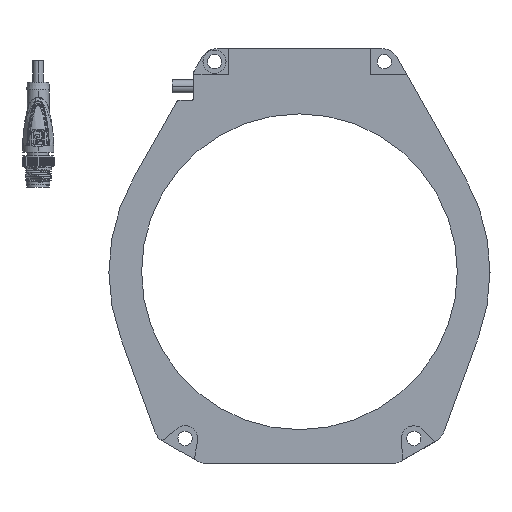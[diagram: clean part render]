
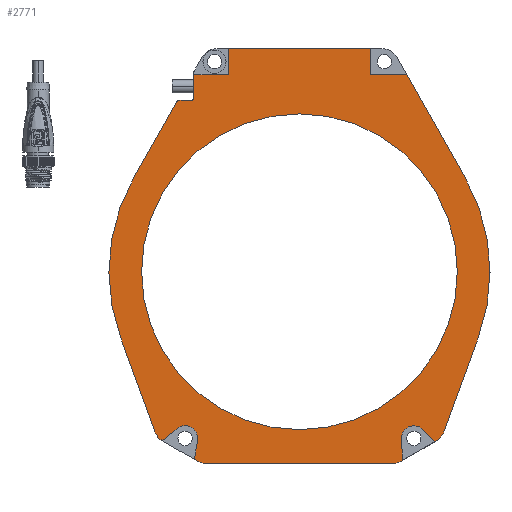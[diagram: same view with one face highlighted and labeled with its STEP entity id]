
A CAD part, front view. The second image highlights one B-rep face of the part: STEP entity #2771.
In plain terms, the highlighted planar face has unit normal (0, -1, 0).
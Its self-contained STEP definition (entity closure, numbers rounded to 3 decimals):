
#60=CARTESIAN_POINT('',(0.,-9.,0.));
#61=DIRECTION('',(0.,-1.,0.));
#62=DIRECTION('',(-0.87,0.,0.493));
#63=AXIS2_PLACEMENT_3D('',#60,#61,#62);
#759=CARTESIAN_POINT('',(0.,-9.,0.));
#760=DIRECTION('',(0.,1.,0.));
#761=DIRECTION('',(1.,0.,0.));
#762=AXIS2_PLACEMENT_3D('',#759,#760,#761);
#767=CARTESIAN_POINT('',(0.,-9.,0.));
#768=DIRECTION('',(0.,1.,0.));
#769=DIRECTION('',(-1.,0.,0.));
#770=AXIS2_PLACEMENT_3D('',#767,#768,#769);
#775=DIRECTION('',(0.165,0.,0.986));
#776=VECTOR('',#775,8.791);
#777=CARTESIAN_POINT('',(-48.243,-9.,-86.127));
#778=LINE('',#777,#776);
#782=CARTESIAN_POINT('',(-52.5,-9.,-76.5));
#783=DIRECTION('',(0.,-1.,0.));
#784=DIRECTION('',(0.986,0.,-0.165));
#785=AXIS2_PLACEMENT_3D('',#782,#783,#784);
#790=DIRECTION('',(-0.771,0.,-0.636));
#791=VECTOR('',#790,8.789);
#792=CARTESIAN_POINT('',(-56.185,-9.,-72.033));
#793=LINE('',#792,#791);
#797=CARTESIAN_POINT('',(-58.844,-9.,-70.769));
#798=DIRECTION('',(0.,-1.,0.));
#799=DIRECTION('',(-0.94,0.,-0.342));
#800=AXIS2_PLACEMENT_3D('',#797,#798,#799);
#805=DIRECTION('',(0.342,0.,-0.94));
#806=VECTOR('',#805,46.376);
#807=CARTESIAN_POINT('',(-82.223,-9.,-29.927));
#808=LINE('',#807,#806);
#812=DIRECTION('',(-0.493,0.,-0.87));
#813=VECTOR('',#812,40.367);
#814=CARTESIAN_POINT('',(-56.236,-9.,78.251));
#815=LINE('',#814,#813);
#819=CARTESIAN_POINT('',(-55.366,-9.,77.758));
#820=DIRECTION('',(0.,-1.,0.));
#821=DIRECTION('',(0.,0.,1.));
#822=AXIS2_PLACEMENT_3D('',#819,#820,#821);
#827=DIRECTION('',(-1.,0.,0.));
#828=VECTOR('',#827,5.866);
#829=CARTESIAN_POINT('',(-49.5,-9.,78.758));
#830=LINE('',#829,#828);
#834=CARTESIAN_POINT('',(-49.5,-9.,79.758));
#835=DIRECTION('',(0.,1.,0.));
#836=DIRECTION('',(1.,0.,0.));
#837=AXIS2_PLACEMENT_3D('',#834,#835,#836);
#842=DIRECTION('',(0.,0.,-1.));
#843=VECTOR('',#842,10.742);
#844=CARTESIAN_POINT('',(-48.5,-9.,90.5));
#845=LINE('',#844,#843);
#849=DIRECTION('',(1.,0.,0.));
#850=VECTOR('',#849,16.);
#851=CARTESIAN_POINT('',(-48.5,-9.,90.5));
#852=LINE('',#851,#850);
#856=DIRECTION('',(0.,0.,-1.));
#857=VECTOR('',#856,12.);
#858=CARTESIAN_POINT('',(-32.5,-9.,102.5));
#859=LINE('',#858,#857);
#863=DIRECTION('',(-1.,0.,0.));
#864=VECTOR('',#863,65.);
#865=CARTESIAN_POINT('',(32.5,-9.,102.5));
#866=LINE('',#865,#864);
#870=DIRECTION('',(0.,0.,-1.));
#871=VECTOR('',#870,12.);
#872=CARTESIAN_POINT('',(32.5,-9.,102.5));
#873=LINE('',#872,#871);
#877=DIRECTION('',(1.,0.,0.));
#878=VECTOR('',#877,16.798);
#879=CARTESIAN_POINT('',(32.5,-9.,90.5));
#880=LINE('',#879,#878);
#884=DIRECTION('',(-0.493,0.,0.87));
#885=VECTOR('',#884,54.445);
#886=CARTESIAN_POINT('',(76.133,-9.,43.128));
#887=LINE('',#886,#885);
#891=DIRECTION('',(0.342,0.,0.94));
#892=VECTOR('',#891,46.376);
#893=CARTESIAN_POINT('',(66.362,-9.,-73.506));
#894=LINE('',#893,#892);
#898=CARTESIAN_POINT('',(58.844,-9.,-70.769));
#899=DIRECTION('',(0.,-1.,0.));
#900=DIRECTION('',(0.5,0.,-0.866));
#901=AXIS2_PLACEMENT_3D('',#898,#899,#900);
#906=DIRECTION('',(0.866,0.,0.5));
#907=VECTOR('',#906,0.731);
#908=CARTESIAN_POINT('',(62.211,-9.,-78.063));
#909=LINE('',#908,#907);
#913=DIRECTION('',(-0.705,0.,0.71));
#914=VECTOR('',#913,7.951);
#915=CARTESIAN_POINT('',(62.211,-9.,-78.063));
#916=LINE('',#915,#914);
#920=CARTESIAN_POINT('',(52.5,-9.,-76.5));
#921=DIRECTION('',(0.,-1.,0.));
#922=DIRECTION('',(0.71,0.,0.705));
#923=AXIS2_PLACEMENT_3D('',#920,#921,#922);
#928=DIRECTION('',(0.079,0.,-0.997));
#929=VECTOR('',#928,9.635);
#930=CARTESIAN_POINT('',(46.727,-9.,-76.958));
#931=LINE('',#930,#929);
#935=DIRECTION('',(0.866,0.,0.5));
#936=VECTOR('',#935,0.731);
#937=CARTESIAN_POINT('',(46.856,-9.,-86.928));
#938=LINE('',#937,#936);
#942=CARTESIAN_POINT('',(42.856,-9.,-80.));
#943=DIRECTION('',(0.,-1.,0.));
#944=DIRECTION('',(0.,0.,-1.));
#945=AXIS2_PLACEMENT_3D('',#942,#943,#944);
#950=DIRECTION('',(1.,0.,0.));
#951=VECTOR('',#950,85.713);
#952=CARTESIAN_POINT('',(-42.856,-9.,-88.));
#953=LINE('',#952,#951);
#957=CARTESIAN_POINT('',(-42.856,-9.,-80.));
#958=DIRECTION('',(0.,-1.,0.));
#959=DIRECTION('',(-0.5,0.,-0.866));
#960=AXIS2_PLACEMENT_3D('',#957,#958,#959);
#965=DIRECTION('',(0.866,0.,-0.5));
#966=VECTOR('',#965,1.602);
#967=CARTESIAN_POINT('',(-48.243,-9.,-86.127));
#968=LINE('',#967,#966);
#1686=CARTESIAN_POINT('',(0.,-9.,0.));
#1687=DIRECTION('',(0.,-1.,0.));
#1688=DIRECTION('',(0.94,0.,-0.342));
#1689=AXIS2_PLACEMENT_3D('',#1686,#1687,#1688);
#1900=CARTESIAN_POINT('',(-48.5,-9.,79.758));
#1901=CARTESIAN_POINT('',(-49.5,-9.,78.758));
#1902=VERTEX_POINT('',#1900);
#1903=VERTEX_POINT('',#1901);
#1904=CARTESIAN_POINT('',(-55.366,-9.,78.758));
#1905=VERTEX_POINT('',#1904);
#1906=CARTESIAN_POINT('',(-56.236,-9.,78.251));
#1907=VERTEX_POINT('',#1906);
#1908=CARTESIAN_POINT('',(-76.133,-9.,43.128));
#1909=VERTEX_POINT('',#1908);
#1910=CARTESIAN_POINT('',(-82.223,-9.,-29.927));
#1911=CARTESIAN_POINT('',(-66.362,-9.,-73.506));
#1912=VERTEX_POINT('',#1910);
#1913=VERTEX_POINT('',#1911);
#1914=CARTESIAN_POINT('',(-46.856,-9.,-86.928));
#1915=CARTESIAN_POINT('',(-42.856,-9.,-88.));
#1916=VERTEX_POINT('',#1914);
#1917=VERTEX_POINT('',#1915);
#1918=CARTESIAN_POINT('',(42.856,-9.,-88.));
#1919=VERTEX_POINT('',#1918);
#1920=CARTESIAN_POINT('',(46.856,-9.,-86.928));
#1921=VERTEX_POINT('',#1920);
#1922=CARTESIAN_POINT('',(62.844,-9.,-77.698));
#1923=CARTESIAN_POINT('',(66.362,-9.,-73.506));
#1924=VERTEX_POINT('',#1922);
#1925=VERTEX_POINT('',#1923);
#1926=CARTESIAN_POINT('',(82.223,-9.,-29.927));
#1927=VERTEX_POINT('',#1926);
#1928=CARTESIAN_POINT('',(72.5,-9.,0.));
#1929=CARTESIAN_POINT('',(-72.5,-9.,0.));
#1930=VERTEX_POINT('',#1928);
#1931=VERTEX_POINT('',#1929);
#1932=CARTESIAN_POINT('',(76.133,-9.,43.128));
#1933=VERTEX_POINT('',#1932);
#2134=CARTESIAN_POINT('',(-48.5,-9.,90.5));
#2135=VERTEX_POINT('',#2134);
#2144=CARTESIAN_POINT('',(49.298,-9.,90.5));
#2145=VERTEX_POINT('',#2144);
#2154=CARTESIAN_POINT('',(-32.5,-9.,102.5));
#2155=VERTEX_POINT('',#2154);
#2156=CARTESIAN_POINT('',(32.5,-9.,102.5));
#2157=VERTEX_POINT('',#2156);
#2158=CARTESIAN_POINT('',(-32.5,-9.,90.5));
#2159=VERTEX_POINT('',#2158);
#2160=CARTESIAN_POINT('',(32.5,-9.,90.5));
#2161=VERTEX_POINT('',#2160);
#2178=CARTESIAN_POINT('',(62.211,-9.,-78.063));
#2179=VERTEX_POINT('',#2178);
#2180=CARTESIAN_POINT('',(47.489,-9.,-86.563));
#2181=VERTEX_POINT('',#2180);
#2182=CARTESIAN_POINT('',(56.609,-9.,-72.42));
#2183=VERTEX_POINT('',#2182);
#2184=CARTESIAN_POINT('',(46.727,-9.,-76.958));
#2185=VERTEX_POINT('',#2184);
#2198=CARTESIAN_POINT('',(-48.243,-9.,-86.127));
#2199=VERTEX_POINT('',#2198);
#2202=CARTESIAN_POINT('',(-62.965,-9.,-77.627));
#2203=VERTEX_POINT('',#2202);
#2204=CARTESIAN_POINT('',(-46.789,-9.,-77.458));
#2205=VERTEX_POINT('',#2204);
#2206=CARTESIAN_POINT('',(-56.185,-9.,-72.033));
#2207=VERTEX_POINT('',#2206);
#2709=CARTESIAN_POINT('',(0.,-9.,0.));
#2710=DIRECTION('',(0.,-1.,0.));
#2711=DIRECTION('',(1.,0.,0.));
#2712=AXIS2_PLACEMENT_3D('',#2709,#2710,#2711);
#2713=PLANE('',#2712);
#2715=ORIENTED_EDGE('',*,*,#2714,.T.);
#2717=ORIENTED_EDGE('',*,*,#2716,.T.);
#2719=ORIENTED_EDGE('',*,*,#2718,.T.);
#2720=ORIENTED_EDGE('',*,*,#2309,.F.);
#2721=ORIENTED_EDGE('',*,*,#2292,.F.);
#2722=ORIENTED_EDGE('',*,*,#2277,.F.);
#2723=ORIENTED_EDGE('',*,*,#2262,.F.);
#2724=ORIENTED_EDGE('',*,*,#2247,.F.);
#2726=ORIENTED_EDGE('',*,*,#2725,.F.);
#2728=ORIENTED_EDGE('',*,*,#2727,.F.);
#2729=ORIENTED_EDGE('',*,*,#2681,.F.);
#2730=ORIENTED_EDGE('',*,*,#2704,.T.);
#2731=ORIENTED_EDGE('',*,*,#2607,.F.);
#2732=ORIENTED_EDGE('',*,*,#2628,.F.);
#2734=ORIENTED_EDGE('',*,*,#2733,.T.);
#2736=ORIENTED_EDGE('',*,*,#2735,.T.);
#2738=ORIENTED_EDGE('',*,*,#2737,.F.);
#2740=ORIENTED_EDGE('',*,*,#2739,.F.);
#2742=ORIENTED_EDGE('',*,*,#2741,.F.);
#2744=ORIENTED_EDGE('',*,*,#2743,.F.);
#2746=ORIENTED_EDGE('',*,*,#2745,.F.);
#2748=ORIENTED_EDGE('',*,*,#2747,.T.);
#2750=ORIENTED_EDGE('',*,*,#2749,.T.);
#2752=ORIENTED_EDGE('',*,*,#2751,.T.);
#2754=ORIENTED_EDGE('',*,*,#2753,.F.);
#2756=ORIENTED_EDGE('',*,*,#2755,.F.);
#2758=ORIENTED_EDGE('',*,*,#2757,.F.);
#2760=ORIENTED_EDGE('',*,*,#2759,.F.);
#2762=ORIENTED_EDGE('',*,*,#2761,.F.);
#2763=EDGE_LOOP('',(#2715,#2717,#2719,#2720,#2721,#2722,#2723,#2724,#2726,#2728,
#2729,#2730,#2731,#2732,#2734,#2736,#2738,#2740,#2742,#2744,#2746,#2748,#2750,
#2752,#2754,#2756,#2758,#2760,#2762));
#2764=FACE_OUTER_BOUND('',#2763,.F.);
#2766=ORIENTED_EDGE('',*,*,#2765,.F.);
#2768=ORIENTED_EDGE('',*,*,#2767,.F.);
#2769=EDGE_LOOP('',(#2766,#2768));
#2770=FACE_BOUND('',#2769,.F.);
#2771=ADVANCED_FACE('',(#2764,#2770),#2713,.T.);
#64=CIRCLE('',#63,87.5);
#763=CIRCLE('',#762,72.5);
#771=CIRCLE('',#770,72.5);
#786=CIRCLE('',#785,5.791);
#801=CIRCLE('',#800,8.);
#823=CIRCLE('',#822,1.);
#838=CIRCLE('',#837,1.);
#902=CIRCLE('',#901,8.);
#924=CIRCLE('',#923,5.791);
#946=CIRCLE('',#945,8.);
#961=CIRCLE('',#960,8.);
#1690=CIRCLE('',#1689,87.5);
#2247=EDGE_CURVE('',#1905,#1907,#823,.T.);
#2262=EDGE_CURVE('',#1907,#1909,#815,.T.);
#2277=EDGE_CURVE('',#1909,#1912,#64,.T.);
#2292=EDGE_CURVE('',#1912,#1913,#808,.T.);
#2309=EDGE_CURVE('',#1913,#2203,#801,.T.);
#2607=EDGE_CURVE('',#2155,#2159,#859,.T.);
#2628=EDGE_CURVE('',#2157,#2155,#866,.T.);
#2681=EDGE_CURVE('',#2135,#1902,#845,.T.);
#2704=EDGE_CURVE('',#2135,#2159,#852,.T.);
#2714=EDGE_CURVE('',#2199,#2205,#778,.T.);
#2716=EDGE_CURVE('',#2205,#2207,#786,.T.);
#2718=EDGE_CURVE('',#2207,#2203,#793,.T.);
#2725=EDGE_CURVE('',#1903,#1905,#830,.T.);
#2727=EDGE_CURVE('',#1902,#1903,#838,.T.);
#2733=EDGE_CURVE('',#2157,#2161,#873,.T.);
#2735=EDGE_CURVE('',#2161,#2145,#880,.T.);
#2737=EDGE_CURVE('',#1933,#2145,#887,.T.);
#2739=EDGE_CURVE('',#1927,#1933,#1690,.T.);
#2741=EDGE_CURVE('',#1925,#1927,#894,.T.);
#2743=EDGE_CURVE('',#1924,#1925,#902,.T.);
#2745=EDGE_CURVE('',#2179,#1924,#909,.T.);
#2747=EDGE_CURVE('',#2179,#2183,#916,.T.);
#2749=EDGE_CURVE('',#2183,#2185,#924,.T.);
#2751=EDGE_CURVE('',#2185,#2181,#931,.T.);
#2753=EDGE_CURVE('',#1921,#2181,#938,.T.);
#2755=EDGE_CURVE('',#1919,#1921,#946,.T.);
#2757=EDGE_CURVE('',#1917,#1919,#953,.T.);
#2759=EDGE_CURVE('',#1916,#1917,#961,.T.);
#2761=EDGE_CURVE('',#2199,#1916,#968,.T.);
#2765=EDGE_CURVE('',#1930,#1931,#763,.T.);
#2767=EDGE_CURVE('',#1931,#1930,#771,.T.);
